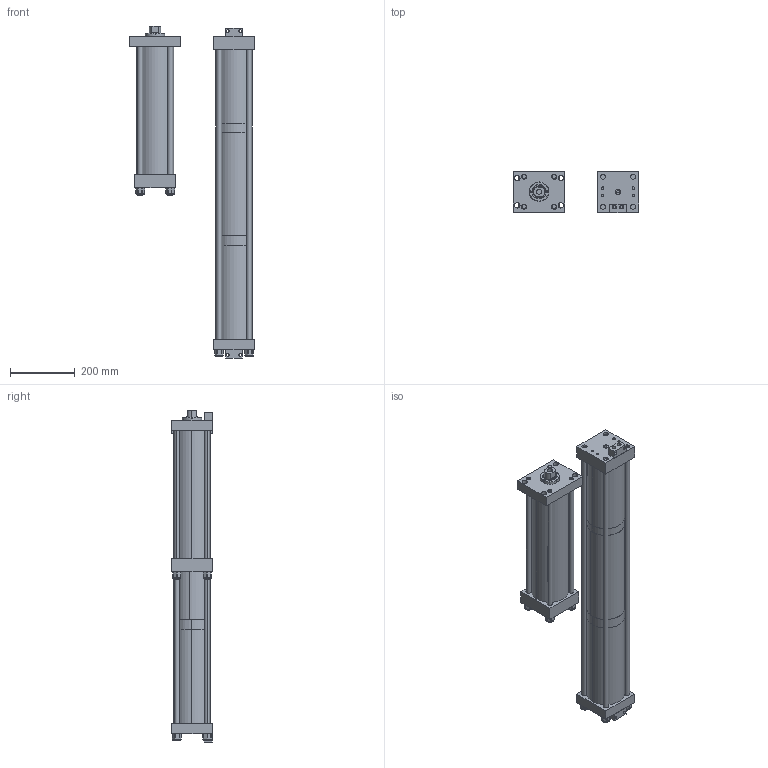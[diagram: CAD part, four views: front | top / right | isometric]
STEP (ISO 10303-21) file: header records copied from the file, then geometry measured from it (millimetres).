
FILE_DESCRIPTION (( 'STEP AP203' ), '1' );
FILE_NAME ('HPS-8-6.00-.50-FH.STEP', '2020-05-19T14:53:17', ( '' ), ( '' ), 'SwSTEP 2.0', 'SolidWorks 2018', '' );
FILE_SCHEMA (( 'CONFIG_CONTROL_DESIGN' ));
Length unit declared in the file: inch
Products named in the file (17): G0810; E04BRK; NLN .625; E0864; ES0805_6.0; E0811_6.0; E0401_Work Rod HPI-4-2-.25; F0403; ES0814_.50; HPS-8-6.00-.50-FH; E0863_6.0-.50; E0860_6.0; F0862; E0859; E0861_.50; E0813; E0804
Assembly tree (30 placements, depth 2):
  HPS-8-6.00-.50-FH
    E04BRK  x2
    E0804
    E0859
    NLN .625  x8
    F0403
    G0810
    E0813
    F0862
    E0864
    E0401_Work Rod HPI-4-2-.25
    E0861_.50
    E0811_6.0
    E0863_6.0-.50  x4
    ES0814_.50
    ES0805_6.0
    E0860_6.0  x4
Bounding box: 387.35 x 127 x 1028.47 mm (x, y, z)
Volume: 7160255.7 mm3; surface area: 1589896.7 mm2
Topology: 31 solids, 31 shells, 584 faces, 1357 edges, 868 vertices
Faces by surface type: cylinder 304, plane 247, cone 29, bspline 4
Entity records: 13897 total; most frequent: CARTESIAN_POINT 2701, DIRECTION 2036, ORIENTED_EDGE 1722, EDGE_CURVE 861, AXIS2_PLACEMENT_3D 831, VERTEX_POINT 556, EDGE_LOOP 495, CIRCLE 430
